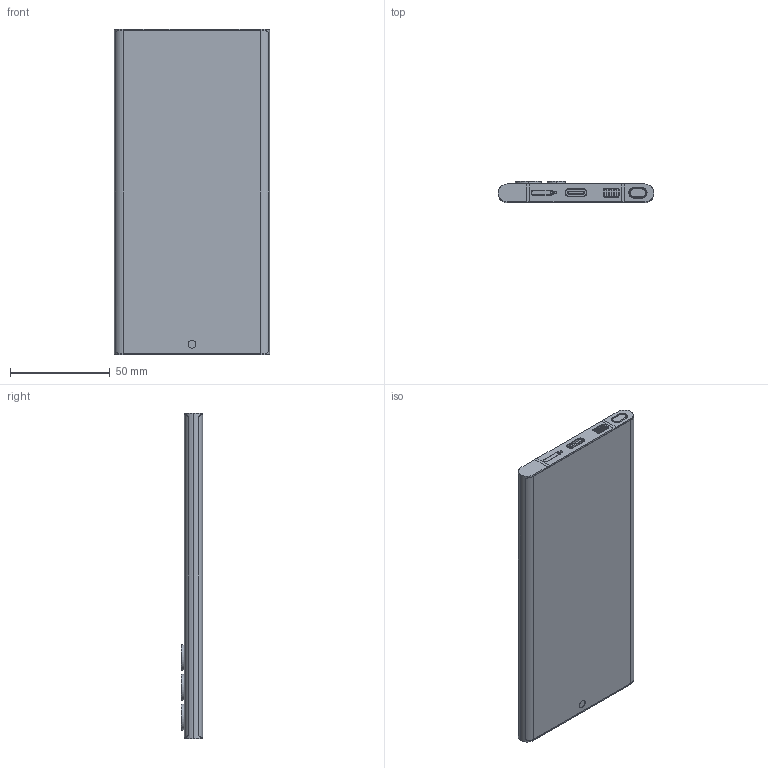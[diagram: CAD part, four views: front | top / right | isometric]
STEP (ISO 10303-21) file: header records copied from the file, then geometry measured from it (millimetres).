
FILE_DESCRIPTION (( 'STEP AP203' ), '1' );
FILE_NAME ('S23 Ultra.STEP', '2023-03-25T05:23:08', ( '' ), ( '' ), 'SwSTEP 2.0', 'SolidWorks 2022', '' );
FILE_SCHEMA (( 'CONFIG_CONTROL_DESIGN' ));
Length unit declared in the file: millimetre
Products named in the file (1): S23 Ultra
Bounding box: 77.9 x 10.65 x 163.3 mm (x, y, z)
Surface area: 43486.6 mm2 (no closed solid volume)
Topology: 0 solids, 7 shells, 176 faces, 423 edges, 276 vertices
Faces by surface type: cylinder 84, plane 68, torus 24
Entity records: 5472 total; most frequent: CARTESIAN_POINT 1144, DIRECTION 971, ORIENTED_EDGE 822, EDGE_CURVE 423, AXIS2_PLACEMENT_3D 393, VERTEX_POINT 276, CIRCLE 216, EDGE_LOOP 198
